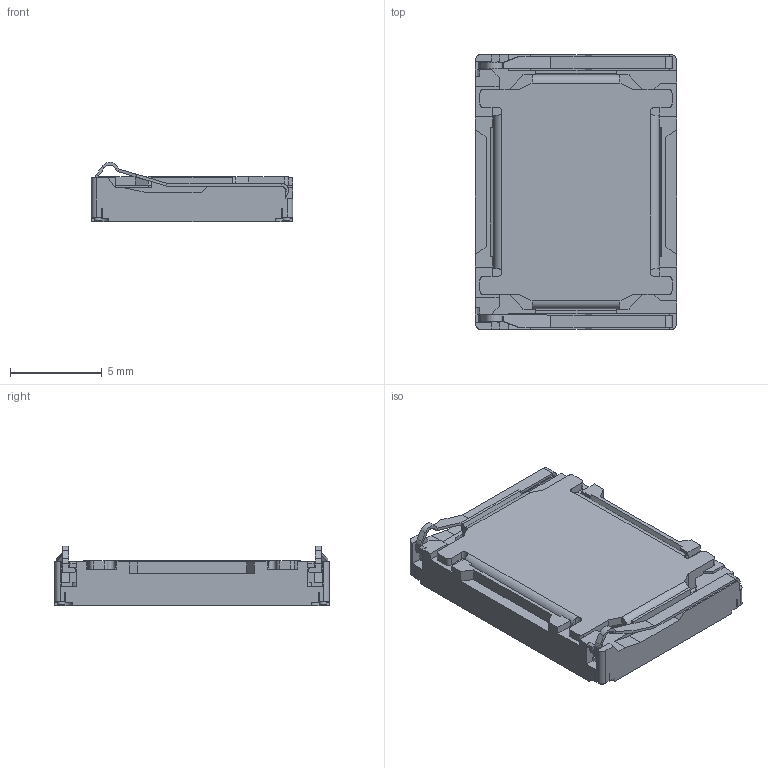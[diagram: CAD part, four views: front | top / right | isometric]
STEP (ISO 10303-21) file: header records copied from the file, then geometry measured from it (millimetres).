
FILE_DESCRIPTION(/* description */ (''),/* implementation_level */ '2;1');
FILE_NAME(/* name */ 'AS01506MS-SC15-WP-R.stp',/* time_stamp */ '2018-04-18T12:46:36-04:00',/* author */ ('vandenbroek'),/* organization */ (''),/* preprocessor_version */ 'ST-DEVELOPER v16.1',/* originating_system */ 'Autodesk Inventor 2016',/* authorisation */ '');
FILE_SCHEMA (('AUTOMOTIVE_DESIGN { 1 0 10303 214 3 1 1 }'));
Length unit declared in the file: millimetre
Products named in the file (1): AS01506MS-SC15-WP-R
Bounding box: 11 x 15 x 3.25 mm (x, y, z)
Volume: 339.8 mm3; surface area: 581.6 mm2
Topology: 1 solids, 1 shells, 379 faces, 1031 edges, 648 vertices
Faces by surface type: plane 298, cylinder 77, cone 4
Full cylindrical faces by diameter (mm): 0.4 x4
Entity records: 12145 total; most frequent: CARTESIAN_POINT 2086, ORIENTED_EDGE 2042, DIRECTION 1955, EDGE_CURVE 1021, LINE 837, VECTOR 837, VERTEX_POINT 646, AXIS2_PLACEMENT_3D 559
